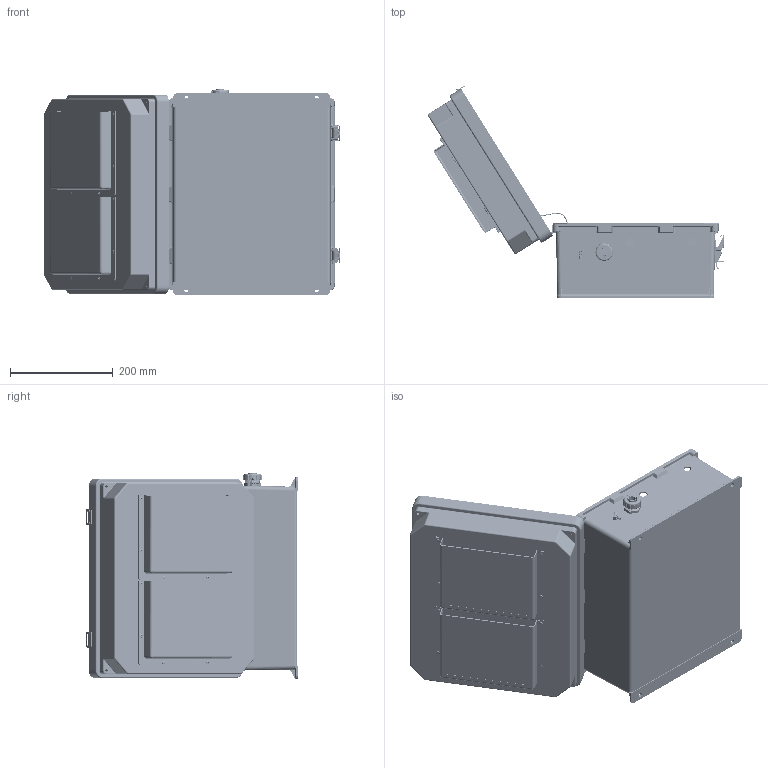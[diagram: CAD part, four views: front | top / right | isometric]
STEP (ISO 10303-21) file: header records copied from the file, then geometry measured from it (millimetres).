
FILE_DESCRIPTION (( 'STEP AP214' ), '1' );
FILE_NAME ('NB141207-40FSAF_3D.step', '2025-10-28T17:12:43', ( '' ), ( '' ), 'SwSTEP 2.0', 'SolidWorks 2025', '' );
FILE_SCHEMA (( 'AUTOMOTIVE_DESIGN' ));
Length unit declared in the file: inch
Products named in the file (31): XMH-0002; XCT-0011; XCT-0010; XF903-01; XMH-0005; XFS-0026; NEMA 14-400 GroundWire; XFN-0003; 10-32 NEMA PLATE SCREW; XFN-0002; Fan Screen-120x120 ALUM; XCT-0005; HYP245; XFS-0024_90184A168; NB141207-DoorClasp-2; NB141207-Hinge; XFS-0006; NB141207-Lid-Vented; XFS-0017; XFN-0021; XFW-0004; NB141207-Box; XM220-01-UL; XFW-0002; FanWire-14-40F; NB141207-40FSAF_3D; 1BE02-011; NB141207-DoorClasp-1; HYP289; XFR-0005; XC-0003
Assembly tree (75 placements, depth 2):
  NB141207-40FSAF_3D
    NB141207-Box
    NB141207-Hinge  x2
    NB141207-Lid-Vented
    NB141207-DoorClasp-1  x2
    NB141207-DoorClasp-2  x2
    XC-0003
    XFS-0026
    XCT-0005
    XFN-0003  x2
    XFW-0002
    1BE02-011
    XCT-0010
    XCT-0011
    10-32 NEMA PLATE SCREW  x4
    XFS-0017  x9
    NEMA 14-400 GroundWire
    XM220-01-UL  x2
    XFN-0002  x8
    Fan Screen-120x120 ALUM  x2
    XMH-0002
    FanWire-14-40F
    XFS-0024_90184A168  x4
    XFR-0005  x12
    HYP245
    XFW-0004  x2
    XFS-0006
    XMH-0005
    XF903-01  x4
    XFN-0021  x4
    HYP289
Bounding box: 578.07 x 413.05 x 402.37 mm (x, y, z)
Volume: 2539483.4 mm3; surface area: 1678564.6 mm2
Topology: 82 solids, 83 shells, 7522 faces, 19729 edges, 12401 vertices
Faces by surface type: cylinder 3357, plane 1737, cone 1487, bspline 506, torus 411, sphere 24
Entity records: 154388 total; most frequent: CARTESIAN_POINT 52915, ORIENTED_EDGE 21430, DIRECTION 20509, EDGE_CURVE 10715, AXIS2_PLACEMENT_3D 7825, VERTEX_POINT 6745, EDGE_LOOP 5082, VECTOR 4859
